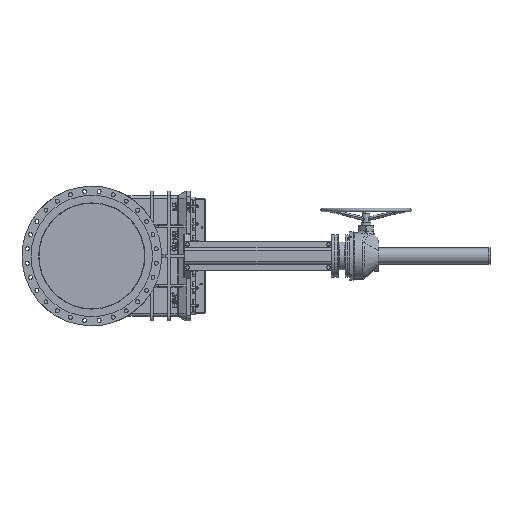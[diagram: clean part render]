
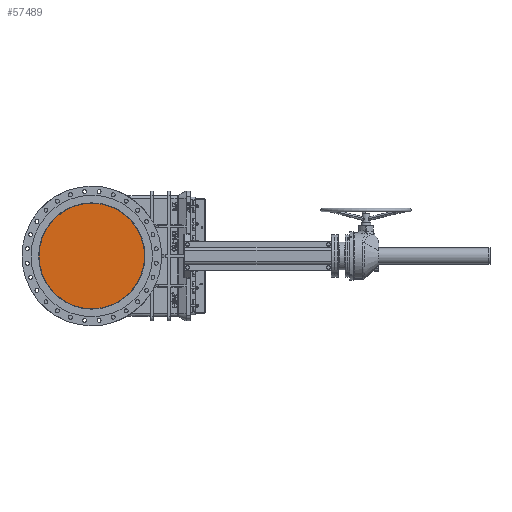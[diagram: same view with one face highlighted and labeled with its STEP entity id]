
A CAD part, top view. The second image highlights one B-rep face of the part: STEP entity #57489.
In plain terms, the highlighted planar face has unit normal (0, 0, 1).
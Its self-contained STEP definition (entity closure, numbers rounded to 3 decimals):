
#10599=PLANE('',#61500);
#16005=ORIENTED_EDGE('',*,*,#28341,.F.);
#28341=EDGE_CURVE('',#34896,#34896,#38900,.T.);
#34896=VERTEX_POINT('',#89454);
#38900=CIRCLE('',#61496,372.);
#41539=EDGE_LOOP('',(#16005));
#45335=FACE_BOUND('',#41539,.T.);
#57489=ADVANCED_FACE('',(#45335),#10599,.F.);
#61496=AXIS2_PLACEMENT_3D('',#89453,#69318,#69319);
#61500=AXIS2_PLACEMENT_3D('',#89458,#69326,#69327);
#69318=DIRECTION('',(0.,0.,-1.));
#69319=DIRECTION('',(1.,0.,0.));
#69326=DIRECTION('',(0.,0.,-1.));
#69327=DIRECTION('',(-1.,0.,0.));
#89453=CARTESIAN_POINT('',(0.,0.,10.));
#89454=CARTESIAN_POINT('',(372.,0.,10.));
#89458=CARTESIAN_POINT('',(792.002,-392.999,10.));
